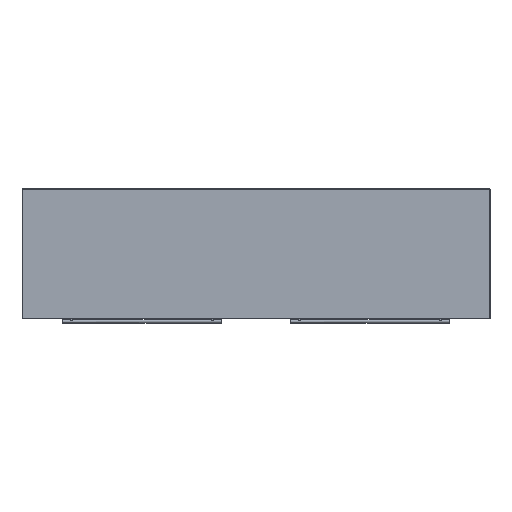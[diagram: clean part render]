
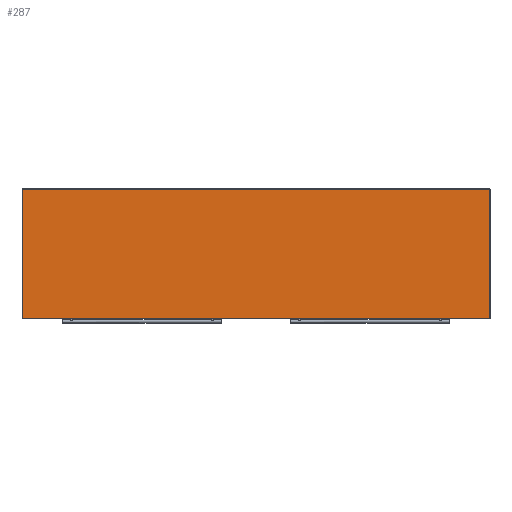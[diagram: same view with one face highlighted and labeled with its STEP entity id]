
A CAD part, top view. The second image highlights one B-rep face of the part: STEP entity #287.
In plain terms, the highlighted face is planar.
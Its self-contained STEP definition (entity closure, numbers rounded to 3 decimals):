
#287=ADVANCED_FACE('',(#418),#1980,.T.);
#418=FACE_OUTER_BOUND('',#557,.T.);
#557=EDGE_LOOP('',(#1056,#1057,#1058,#1059));
#1056=ORIENTED_EDGE('',*,*,#1392,.F.);
#1057=ORIENTED_EDGE('',*,*,#1393,.F.);
#1058=ORIENTED_EDGE('',*,*,#1394,.F.);
#1059=ORIENTED_EDGE('',*,*,#1391,.F.);
#1391=EDGE_CURVE('',#1874,#1875,#1660,.T.);
#1392=EDGE_CURVE('',#1876,#1874,#1661,.T.);
#1393=EDGE_CURVE('',#1877,#1876,#1662,.T.);
#1394=EDGE_CURVE('',#1875,#1877,#1663,.T.);
#1660=B_SPLINE_CURVE_WITH_KNOTS('',1,(#3852,#3853),.UNSPECIFIED.,.F.,.F.,
(2,2),(-498.,0.),.UNSPECIFIED.);
#1661=B_SPLINE_CURVE_WITH_KNOTS('',1,(#3854,#3855),.UNSPECIFIED.,.F.,.F.,
(2,2),(-1798.,0.),.UNSPECIFIED.);
#1662=B_SPLINE_CURVE_WITH_KNOTS('',1,(#3856,#3857),.UNSPECIFIED.,.F.,.F.,
(2,2),(-498.,0.),.UNSPECIFIED.);
#1663=B_SPLINE_CURVE_WITH_KNOTS('',1,(#3858,#3859),.UNSPECIFIED.,.F.,.F.,
(2,2),(-1798.,0.),.UNSPECIFIED.);
#1874=VERTEX_POINT('',#3798);
#1875=VERTEX_POINT('',#3799);
#1876=VERTEX_POINT('',#3800);
#1877=VERTEX_POINT('',#3801);
#1980=PLANE('',#2318);
#2318=AXIS2_PLACEMENT_3D('',#3489,#2481,$);
#2481=DIRECTION('',(0.,1.,0.));
#3489=CARTESIAN_POINT('',(-1078.8,90.,298.8));
#3798=CARTESIAN_POINT('',(899.,90.,-249.));
#3799=CARTESIAN_POINT('',(899.,90.,249.));
#3800=CARTESIAN_POINT('',(-899.,90.,-249.));
#3801=CARTESIAN_POINT('',(-899.,90.,249.));
#3852=CARTESIAN_POINT('',(899.,90.,-249.));
#3853=CARTESIAN_POINT('',(899.,90.,249.));
#3854=CARTESIAN_POINT('',(-899.,90.,-249.));
#3855=CARTESIAN_POINT('',(899.,90.,-249.));
#3856=CARTESIAN_POINT('',(-899.,90.,249.));
#3857=CARTESIAN_POINT('',(-899.,90.,-249.));
#3858=CARTESIAN_POINT('',(899.,90.,249.));
#3859=CARTESIAN_POINT('',(-899.,90.,249.));
